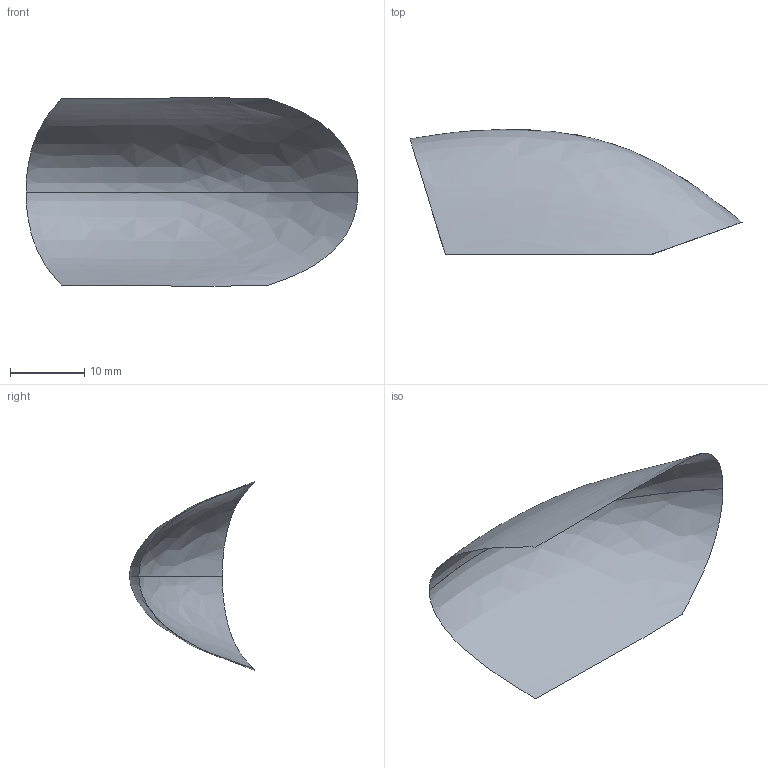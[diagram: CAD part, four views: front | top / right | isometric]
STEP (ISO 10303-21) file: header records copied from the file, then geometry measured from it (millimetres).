
FILE_DESCRIPTION(/* description */ (''),/* implementation_level */ '2;1');
FILE_NAME(/* name */ 'head',/* time_stamp */ '2025-06-30T00:26:19+08:00',/* author */ (''),/* organization */ (''),/* preprocessor_version */ 'ST-DEVELOPER v20.1',/* originating_system */ '',/* authorisation */ '');
FILE_SCHEMA (('AUTOMOTIVE_DESIGN { 1 0 10303 214 3 1 1 }'));
Length unit declared in the file: centimetre
Products named in the file (1): none
Bounding box: 44.62 x 16.83 x 25.36 mm (x, y, z)
Surface area: 1636.2 mm2 (no closed solid volume)
Topology: 0 solids, 2 shells, 2 faces, 51 edges, 51 vertices
Faces by surface type: bspline 2
Entity records: 1910 total; most frequent: CARTESIAN_POINT 1645, VERTEX_POINT 51, EDGE_CURVE 51, ORIENTED_EDGE 51, B_SPLINE_CURVE_WITH_KNOTS 48, DIRECTION 8, AXIS2_PLACEMENT_3D 4, PRESENTATION_STYLE_ASSIGNMENT 3
